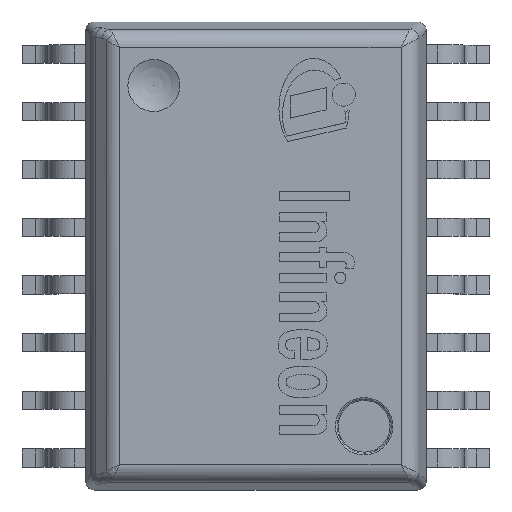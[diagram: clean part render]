
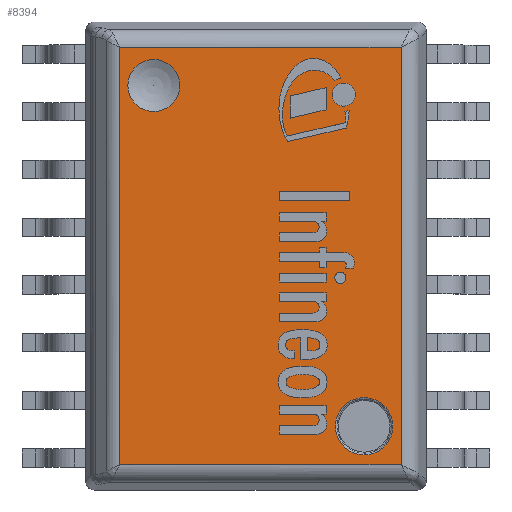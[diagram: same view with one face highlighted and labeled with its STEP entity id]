
A CAD part, top view. The second image highlights one B-rep face of the part: STEP entity #8394.
In plain terms, the highlighted planar face has unit normal (0, 0, 1).
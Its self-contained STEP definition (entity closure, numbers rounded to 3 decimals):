
#115=FACE_BOUND('',#1071,.T.);
#116=FACE_BOUND('',#1072,.T.);
#568=FACE_OUTER_BOUND('',#1070,.T.);
#1070=EDGE_LOOP('',(#6517,#6518,#6519,#6520));
#1071=EDGE_LOOP('',(#6521));
#1072=EDGE_LOOP('',(#6522));
#1671=LINE('',#13345,#2484);
#1672=LINE('',#13347,#2485);
#1673=LINE('',#13349,#2486);
#1674=LINE('',#13350,#2487);
#2484=VECTOR('',#10805,1.);
#2485=VECTOR('',#10806,1.);
#2486=VECTOR('',#10807,1.);
#2487=VECTOR('',#10808,1.);
#3227=CIRCLE('',#9153,0.63);
#3229=CIRCLE('',#9157,0.572);
#3741=VERTEX_POINT('',#13337);
#3743=VERTEX_POINT('',#13343);
#3744=VERTEX_POINT('',#13344);
#3745=VERTEX_POINT('',#13346);
#3746=VERTEX_POINT('',#13348);
#3747=VERTEX_POINT('',#13351);
#4740=EDGE_CURVE('',#3741,#3741,#3227,.T.);
#4742=EDGE_CURVE('',#3743,#3744,#1671,.T.);
#4743=EDGE_CURVE('',#3745,#3743,#1672,.T.);
#4744=EDGE_CURVE('',#3746,#3745,#1673,.T.);
#4745=EDGE_CURVE('',#3744,#3746,#1674,.T.);
#4746=EDGE_CURVE('',#3747,#3747,#3229,.T.);
#6517=ORIENTED_EDGE('',*,*,#4742,.F.);
#6518=ORIENTED_EDGE('',*,*,#4743,.F.);
#6519=ORIENTED_EDGE('',*,*,#4744,.F.);
#6520=ORIENTED_EDGE('',*,*,#4745,.F.);
#6521=ORIENTED_EDGE('',*,*,#4746,.T.);
#6522=ORIENTED_EDGE('',*,*,#4740,.F.);
#8008=PLANE('',#9156);
#8394=ADVANCED_FACE('',(#568,#115,#116),#8008,.T.);
#9153=AXIS2_PLACEMENT_3D('',#13338,#10797,#10798);
#9156=AXIS2_PLACEMENT_3D('',#13342,#10803,#10804);
#9157=AXIS2_PLACEMENT_3D('',#13352,#10809,#10810);
#10797=DIRECTION('center_axis',(0.,0.,1.));
#10798=DIRECTION('ref_axis',(0.,-1.,0.));
#10803=DIRECTION('center_axis',(0.,0.,1.));
#10804=DIRECTION('ref_axis',(0.,-1.,0.));
#10805=DIRECTION('',(0.,-1.,0.));
#10806=DIRECTION('',(1.,0.,0.));
#10807=DIRECTION('',(0.,1.,0.));
#10808=DIRECTION('',(-1.,0.,0.));
#10809=DIRECTION('center_axis',(0.,0.,-1.));
#10810=DIRECTION('ref_axis',(0.,-1.,0.));
#13337=CARTESIAN_POINT('',(2.38,-3.12,2.65));
#13338=CARTESIAN_POINT('Origin',(2.38,-3.75,2.65));
#13342=CARTESIAN_POINT('Origin',(-3.166,5.15,2.65));
#13343=CARTESIAN_POINT('',(3.192,4.592,2.65));
#13344=CARTESIAN_POINT('',(3.192,-4.592,2.65));
#13345=CARTESIAN_POINT('',(3.192,5.15,2.65));
#13346=CARTESIAN_POINT('',(-3.001,4.592,2.65));
#13347=CARTESIAN_POINT('',(-3.883,4.592,2.65));
#13348=CARTESIAN_POINT('',(-3.001,-4.592,2.65));
#13349=CARTESIAN_POINT('',(-3.001,5.15,2.65));
#13350=CARTESIAN_POINT('',(-3.883,-4.592,2.65));
#13351=CARTESIAN_POINT('',(-2.25,4.322,2.65));
#13352=CARTESIAN_POINT('Origin',(-2.25,3.75,2.65));
